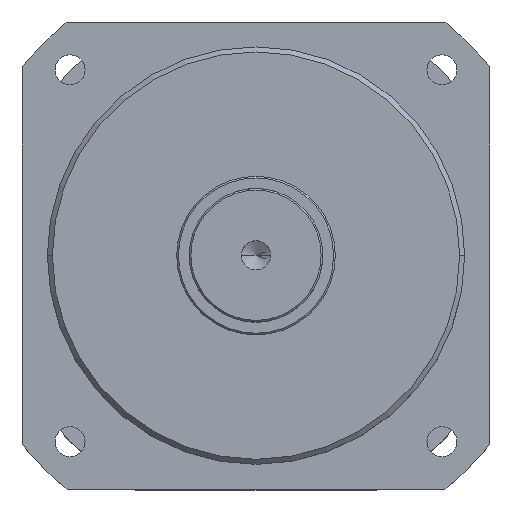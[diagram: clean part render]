
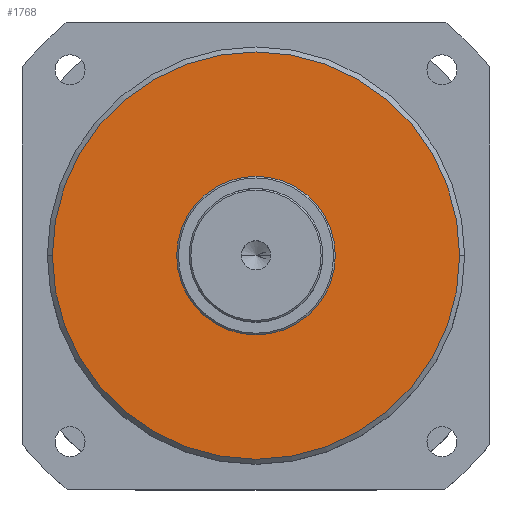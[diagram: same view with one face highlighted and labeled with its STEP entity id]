
A CAD part, top view. The second image highlights one B-rep face of the part: STEP entity #1768.
In plain terms, the highlighted planar face has unit normal (0, 0, 1).
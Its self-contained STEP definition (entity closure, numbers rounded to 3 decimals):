
#478 = DIRECTION ( 'NONE',  ( 1., 0., 0. ) ) ;
#705 = DIRECTION ( 'NONE',  ( 0., 0., 1. ) ) ;
#875 = DIRECTION ( 'NONE',  ( 1., 0., 0. ) ) ;
#890 = CARTESIAN_POINT ( 'NONE',  ( 0., 0., 70. ) ) ;
#1029 = AXIS2_PLACEMENT_3D ( 'NONE', #5351, #1916, #5943 ) ;
#1032 = CIRCLE ( 'NONE', #5788, 122. ) ;
#1658 = FACE_BOUND ( 'NONE', #2975, .T. ) ;
#1768 = ADVANCED_FACE ( 'NONE', ( #5896, #1658 ), #3998, .T. ) ;
#1916 = DIRECTION ( 'NONE',  ( 0., 0., 1. ) ) ;
#2002 = CIRCLE ( 'NONE', #1029, 47.5 ) ;
#2051 = CARTESIAN_POINT ( 'NONE',  ( 122., 0., 70. ) ) ;
#2229 = EDGE_CURVE ( 'NONE', #3713, #3855, #1032, .T. ) ;
#2258 = CIRCLE ( 'NONE', #4763, 122. ) ;
#2975 = EDGE_LOOP ( 'NONE', ( #6530, #6417 ) ) ;
#3178 = CARTESIAN_POINT ( 'NONE',  ( 47.5, 0., 70. ) ) ;
#3343 = ORIENTED_EDGE ( 'NONE', *, *, #2229, .T. ) ;
#3374 = DIRECTION ( 'NONE',  ( 0., 0., 1. ) ) ;
#3713 = VERTEX_POINT ( 'NONE', #2051 ) ;
#3855 = VERTEX_POINT ( 'NONE', #7319 ) ;
#3912 = DIRECTION ( 'NONE',  ( 0., 0., 1. ) ) ;
#3938 = AXIS2_PLACEMENT_3D ( 'NONE', #6786, #3374, #7365 ) ;
#3998 = PLANE ( 'NONE',  #5004 ) ;
#4137 = EDGE_CURVE ( 'NONE', #6536, #6566, #2002, .T. ) ;
#4345 = CARTESIAN_POINT ( 'NONE',  ( -47.5, 0., 70. ) ) ;
#4488 = ORIENTED_EDGE ( 'NONE', *, *, #5555, .T. ) ;
#4667 = DIRECTION ( 'NONE',  ( 1., 0., 0. ) ) ;
#4763 = AXIS2_PLACEMENT_3D ( 'NONE', #7341, #3912, #478 ) ;
#5004 = AXIS2_PLACEMENT_3D ( 'NONE', #890, #5493, #875 ) ;
#5351 = CARTESIAN_POINT ( 'NONE',  ( 0., 0., 70. ) ) ;
#5493 = DIRECTION ( 'NONE',  ( 0., 0., 1. ) ) ;
#5555 = EDGE_CURVE ( 'NONE', #3855, #3713, #2258, .T. ) ;
#5576 = EDGE_CURVE ( 'NONE', #6566, #6536, #6660, .T. ) ;
#5788 = AXIS2_PLACEMENT_3D ( 'NONE', #5800, #705, #4667 ) ;
#5800 = CARTESIAN_POINT ( 'NONE',  ( 0., 0., 70. ) ) ;
#5896 = FACE_OUTER_BOUND ( 'NONE', #7136, .T. ) ;
#5943 = DIRECTION ( 'NONE',  ( 1., 0., 0. ) ) ;
#6417 = ORIENTED_EDGE ( 'NONE', *, *, #4137, .F. ) ;
#6530 = ORIENTED_EDGE ( 'NONE', *, *, #5576, .F. ) ;
#6536 = VERTEX_POINT ( 'NONE', #3178 ) ;
#6566 = VERTEX_POINT ( 'NONE', #4345 ) ;
#6660 = CIRCLE ( 'NONE', #3938, 47.5 ) ;
#6786 = CARTESIAN_POINT ( 'NONE',  ( 0., 0., 70. ) ) ;
#7136 = EDGE_LOOP ( 'NONE', ( #4488, #3343 ) ) ;
#7319 = CARTESIAN_POINT ( 'NONE',  ( -122., 0., 70. ) ) ;
#7341 = CARTESIAN_POINT ( 'NONE',  ( 0., 0., 70. ) ) ;
#7365 = DIRECTION ( 'NONE',  ( 1., 0., 0. ) ) ;
